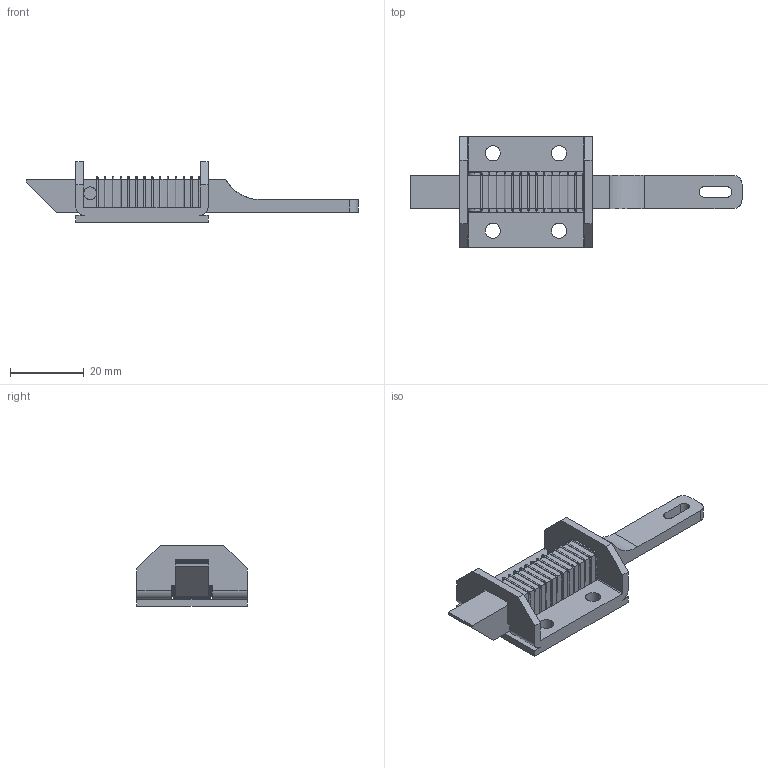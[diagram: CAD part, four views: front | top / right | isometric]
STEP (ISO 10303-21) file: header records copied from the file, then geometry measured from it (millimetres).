
FILE_DESCRIPTION(('FreeCAD Model'),'2;1');
FILE_NAME('Open CASCADE Shape Model','2025-04-17T03:34:48',('FreeCAD'),( 'FreeCAD'),'Open CASCADE STEP processor 7.6','FreeCAD','Unknown');
FILE_SCHEMA(('AUTOMOTIVE_DESIGN { 1 0 10303 214 1 1 1 1 }'));
Length unit declared in the file: millimetre
Products named in the file (1): Open CASCADE STEP translator 7.6 1
Bounding box: 90.25 x 30.02 x 16.49 mm (x, y, z)
Volume: 9682.3 mm3; surface area: 7829.1 mm2
Topology: 14 solids, 14 shells, 322 faces, 924 edges, 592 vertices
Faces by surface type: bspline 322
Entity records: 11250 total; most frequent: CARTESIAN_POINT 6501, ORIENTED_EDGE 1848, EDGE_CURVE 924, VERTEX_POINT 592, FACE_BOUND 334, EDGE_LOOP 334, ADVANCED_FACE 322, B_SPLINE_CURVE_WITH_KNOTS 308
